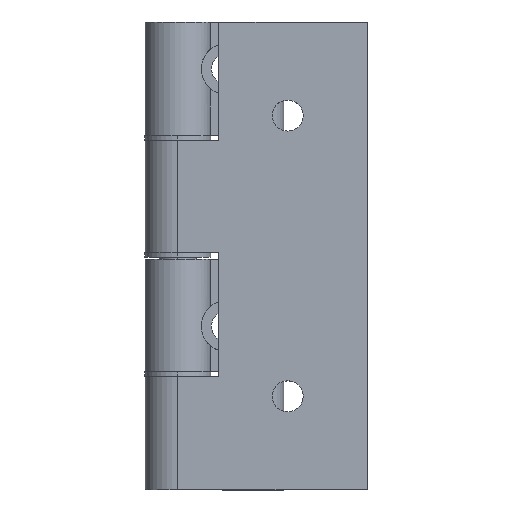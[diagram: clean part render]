
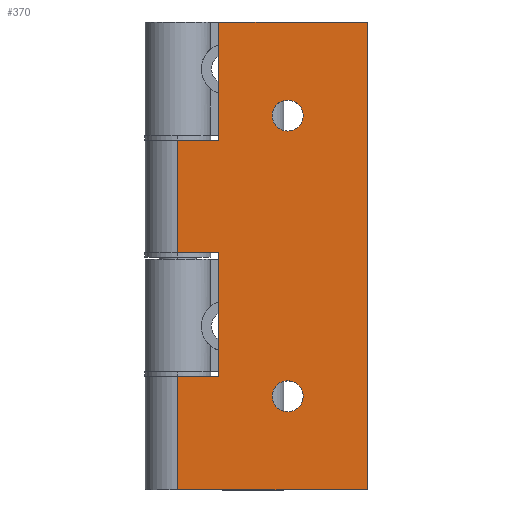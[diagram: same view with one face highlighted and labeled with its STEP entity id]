
A CAD part, top view. The second image highlights one B-rep face of the part: STEP entity #370.
In plain terms, the highlighted face is planar.
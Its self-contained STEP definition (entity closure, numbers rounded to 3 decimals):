
#200 = VERTEX_POINT ( 'NONE', #1520 ) ;
#201 = VERTEX_POINT ( 'NONE', #1516 ) ;
#207 = EDGE_CURVE ( 'NONE', #200, #201, #1572, .T. ) ;
#360 = ORIENTED_EDGE ( 'NONE', *, *, #471, .F. ) ;
#361 = EDGE_LOOP ( 'NONE', ( #366, #468 ) ) ;
#362 = EDGE_LOOP ( 'NONE', ( #462, #360, #474, #465, #443, #447, #423, #448, #492, #405 ) ) ;
#363 = EDGE_CURVE ( 'NONE', #575, #600, #1810, .T. ) ;
#365 = EDGE_CURVE ( 'NONE', #201, #200, #1812, .T. ) ;
#366 = ORIENTED_EDGE ( 'NONE', *, *, #363, .T. ) ;
#368 = ORIENTED_EDGE ( 'NONE', *, *, #207, .T. ) ;
#370 = ADVANCED_FACE ( 'NONE', ( #1806, #1802, #1857 ), #1809, .F. ) ;
#374 = VERTEX_POINT ( 'NONE', #1801 ) ;
#405 = ORIENTED_EDGE ( 'NONE', *, *, #470, .T. ) ;
#407 = EDGE_CURVE ( 'NONE', #730, #374, #1878, .T. ) ;
#421 = VERTEX_POINT ( 'NONE', #1870 ) ;
#422 = EDGE_CURVE ( 'NONE', #374, #421, #1910, .T. ) ;
#423 = ORIENTED_EDGE ( 'NONE', *, *, #407, .F. ) ;
#443 = ORIENTED_EDGE ( 'NONE', *, *, #451, .F. ) ;
#447 = ORIENTED_EDGE ( 'NONE', *, *, #422, .F. ) ;
#448 = ORIENTED_EDGE ( 'NONE', *, *, #802, .F. ) ;
#450 = EDGE_CURVE ( 'NONE', #5294, #463, #1925, .T. ) ;
#451 = EDGE_CURVE ( 'NONE', #421, #5313, #1983, .T. ) ;
#462 = ORIENTED_EDGE ( 'NONE', *, *, #5285, .T. ) ;
#463 = VERTEX_POINT ( 'NONE', #1969 ) ;
#465 = ORIENTED_EDGE ( 'NONE', *, *, #5323, .F. ) ;
#468 = ORIENTED_EDGE ( 'NONE', *, *, #572, .T. ) ;
#470 = EDGE_CURVE ( 'NONE', #848, #5284, #1965, .T. ) ;
#471 = EDGE_CURVE ( 'NONE', #463, #5293, #2011, .T. ) ;
#474 = ORIENTED_EDGE ( 'NONE', *, *, #450, .F. ) ;
#477 = EDGE_LOOP ( 'NONE', ( #478, #368 ) ) ;
#478 = ORIENTED_EDGE ( 'NONE', *, *, #365, .T. ) ;
#492 = ORIENTED_EDGE ( 'NONE', *, *, #5280, .F. ) ;
#572 = EDGE_CURVE ( 'NONE', #600, #575, #2163, .T. ) ;
#575 = VERTEX_POINT ( 'NONE', #2165 ) ;
#600 = VERTEX_POINT ( 'NONE', #2185 ) ;
#730 = VERTEX_POINT ( 'NONE', #2420 ) ;
#755 = VERTEX_POINT ( 'NONE', #2427 ) ;
#802 = EDGE_CURVE ( 'NONE', #755, #730, #2548, .T. ) ;
#848 = VERTEX_POINT ( 'NONE', #2594 ) ;
#1516 = CARTESIAN_POINT ( 'NONE',  ( 26.8, 80., -7. ) ) ;
#1520 = CARTESIAN_POINT ( 'NONE',  ( 20.2, 80., -7. ) ) ;
#1563 = DIRECTION ( 'NONE',  ( 1., 0., 0. ) ) ;
#1564 = DIRECTION ( 'NONE',  ( 0., 0., 1. ) ) ;
#1565 = CARTESIAN_POINT ( 'NONE',  ( 23.5, 80., -7. ) ) ;
#1572 = CIRCLE ( 'NONE', #1573, 3.3 ) ;
#1573 = AXIS2_PLACEMENT_3D ( 'NONE', #1565, #1564, #1563 ) ;
#1798 = DIRECTION ( 'NONE',  ( 1., 0., 0. ) ) ;
#1799 = DIRECTION ( 'NONE',  ( 0., 0., 1. ) ) ;
#1800 = CARTESIAN_POINT ( 'NONE',  ( 23.5, 80., -7. ) ) ;
#1801 = CARTESIAN_POINT ( 'NONE',  ( 8.8, 75.75, -7. ) ) ;
#1802 = FACE_BOUND ( 'NONE', #361, .T. ) ;
#1803 = DIRECTION ( 'NONE',  ( 1., 0., 0. ) ) ;
#1804 = DIRECTION ( 'NONE',  ( 0., 0., 1. ) ) ;
#1805 = CARTESIAN_POINT ( 'NONE',  ( 23.5, 20., -7. ) ) ;
#1806 = FACE_BOUND ( 'NONE', #477, .T. ) ;
#1807 = AXIS2_PLACEMENT_3D ( 'NONE', #1800, #1799, #1798 ) ;
#1808 = CARTESIAN_POINT ( 'NONE',  ( 0., 100., -7. ) ) ;
#1809 = PLANE ( 'NONE',  #1855 ) ;
#1810 = CIRCLE ( 'NONE', #1823, 3.3 ) ;
#1812 = CIRCLE ( 'NONE', #1807, 3.3 ) ;
#1823 = AXIS2_PLACEMENT_3D ( 'NONE', #1805, #1804, #1803 ) ;
#1853 = DIRECTION ( 'NONE',  ( 1., 0., 0. ) ) ;
#1854 = DIRECTION ( 'NONE',  ( 0., 0., 1. ) ) ;
#1855 = AXIS2_PLACEMENT_3D ( 'NONE', #1808, #1854, #1853 ) ;
#1857 = FACE_OUTER_BOUND ( 'NONE', #362, .T. ) ;
#1866 = DIRECTION ( 'NONE',  ( 1., 0., 0. ) ) ;
#1867 = VECTOR ( 'NONE', #1866, 1000. ) ;
#1868 = CARTESIAN_POINT ( 'NONE',  ( 8.8, 75.75, -7. ) ) ;
#1870 = CARTESIAN_POINT ( 'NONE',  ( 8.8, 49.25, -7. ) ) ;
#1878 = LINE ( 'NONE', #1868, #1867 ) ;
#1901 = DIRECTION ( 'NONE',  ( 0., -1., 0. ) ) ;
#1902 = VECTOR ( 'NONE', #1901, 1000. ) ;
#1903 = CARTESIAN_POINT ( 'NONE',  ( 8.8, 75.75, -7. ) ) ;
#1910 = LINE ( 'NONE', #1903, #1902 ) ;
#1923 = DIRECTION ( 'NONE',  ( 1., 0., 0. ) ) ;
#1924 = VECTOR ( 'NONE', #1923, 1000. ) ;
#1925 = LINE ( 'NONE', #1956, #1924 ) ;
#1956 = CARTESIAN_POINT ( 'NONE',  ( 8.8, 25.25, -7. ) ) ;
#1958 = CARTESIAN_POINT ( 'NONE',  ( 40.5, 100., -7. ) ) ;
#1965 = LINE ( 'NONE', #1958, #2014 ) ;
#1969 = CARTESIAN_POINT ( 'NONE',  ( 8.8, 25.25, -7. ) ) ;
#1980 = DIRECTION ( 'NONE',  ( -1., 0., 0. ) ) ;
#1981 = VECTOR ( 'NONE', #1980, 1000. ) ;
#1982 = CARTESIAN_POINT ( 'NONE',  ( 8.8, 49.25, -7. ) ) ;
#1983 = LINE ( 'NONE', #1982, #1981 ) ;
#2008 = DIRECTION ( 'NONE',  ( 0., -1., 0. ) ) ;
#2009 = VECTOR ( 'NONE', #2008, 1000. ) ;
#2010 = CARTESIAN_POINT ( 'NONE',  ( 8.8, 25.25, -7. ) ) ;
#2011 = LINE ( 'NONE', #2010, #2009 ) ;
#2013 = DIRECTION ( 'NONE',  ( 0., -1., 0. ) ) ;
#2014 = VECTOR ( 'NONE', #2013, 1000. ) ;
#2109 = AXIS2_PLACEMENT_3D ( 'NONE', #2156, #2155, #2154 ) ;
#2154 = DIRECTION ( 'NONE',  ( 1., 0., 0. ) ) ;
#2155 = DIRECTION ( 'NONE',  ( 0., 0., 1. ) ) ;
#2156 = CARTESIAN_POINT ( 'NONE',  ( 23.5, 20., -7. ) ) ;
#2163 = CIRCLE ( 'NONE', #2109, 3.3 ) ;
#2165 = CARTESIAN_POINT ( 'NONE',  ( 26.8, 20., -7. ) ) ;
#2185 = CARTESIAN_POINT ( 'NONE',  ( 20.2, 20., -7. ) ) ;
#2420 = CARTESIAN_POINT ( 'NONE',  ( 0., 75.75, -7. ) ) ;
#2427 = CARTESIAN_POINT ( 'NONE',  ( 0., 100., -7. ) ) ;
#2545 = DIRECTION ( 'NONE',  ( 0., -1., 0. ) ) ;
#2546 = VECTOR ( 'NONE', #2545, 1000. ) ;
#2547 = CARTESIAN_POINT ( 'NONE',  ( 0., 100., -7. ) ) ;
#2548 = LINE ( 'NONE', #2547, #2546 ) ;
#2594 = CARTESIAN_POINT ( 'NONE',  ( 40.5, 100., -7. ) ) ;
#3140 = CARTESIAN_POINT ( 'NONE',  ( 40.5, 0., -7. ) ) ;
#3142 = DIRECTION ( 'NONE',  ( -1., 0., 0. ) ) ;
#3143 = VECTOR ( 'NONE', #3142, 1000. ) ;
#3144 = LINE ( 'NONE', #3153, #3143 ) ;
#3153 = CARTESIAN_POINT ( 'NONE',  ( 0., 100., -7. ) ) ;
#3177 = CARTESIAN_POINT ( 'NONE',  ( 8.8, 0., -7. ) ) ;
#3178 = CARTESIAN_POINT ( 'NONE',  ( 0., 25.25, -7. ) ) ;
#3186 = DIRECTION ( 'NONE',  ( -1., 0., 0. ) ) ;
#3187 = VECTOR ( 'NONE', #3186, 1000. ) ;
#3188 = CARTESIAN_POINT ( 'NONE',  ( 0., 0., -7. ) ) ;
#3189 = LINE ( 'NONE', #3188, #3187 ) ;
#3192 = LINE ( 'NONE', #3218, #3260 ) ;
#3217 = DIRECTION ( 'NONE',  ( 0., -1., 0. ) ) ;
#3218 = CARTESIAN_POINT ( 'NONE',  ( 0., 100., -7. ) ) ;
#3219 = CARTESIAN_POINT ( 'NONE',  ( 0., 49.25, -7. ) ) ;
#3260 = VECTOR ( 'NONE', #3217, 1000. ) ;
#5280 = EDGE_CURVE ( 'NONE', #848, #755, #3144, .T. ) ;
#5284 = VERTEX_POINT ( 'NONE', #3140 ) ;
#5285 = EDGE_CURVE ( 'NONE', #5284, #5293, #3189, .T. ) ;
#5293 = VERTEX_POINT ( 'NONE', #3177 ) ;
#5294 = VERTEX_POINT ( 'NONE', #3178 ) ;
#5313 = VERTEX_POINT ( 'NONE', #3219 ) ;
#5323 = EDGE_CURVE ( 'NONE', #5313, #5294, #3192, .T. ) ;
